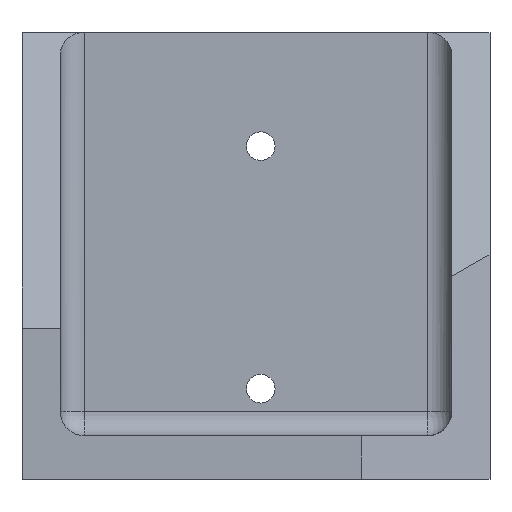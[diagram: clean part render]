
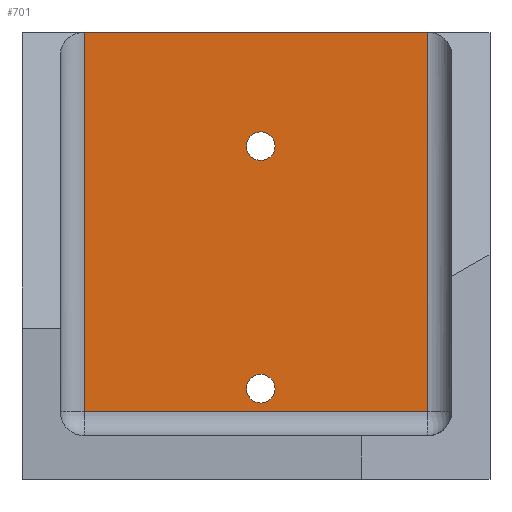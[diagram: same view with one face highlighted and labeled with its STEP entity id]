
A CAD part, left-side view. The second image highlights one B-rep face of the part: STEP entity #701.
In plain terms, the highlighted planar face has unit normal (-1, 0, 0).
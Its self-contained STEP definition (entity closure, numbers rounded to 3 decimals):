
#33=FACE_BOUND('',#120,.T.);
#34=FACE_BOUND('',#121,.T.);
#46=CIRCLE('',#764,1.5);
#47=CIRCLE('',#765,1.5);
#76=FACE_OUTER_BOUND('',#119,.T.);
#119=EDGE_LOOP('',(#561,#562,#563,#564));
#120=EDGE_LOOP('',(#565));
#121=EDGE_LOOP('',(#566));
#186=LINE('',#1091,#264);
#191=LINE('',#1105,#269);
#192=LINE('',#1109,#270);
#193=LINE('',#1110,#271);
#264=VECTOR('',#884,10.);
#269=VECTOR('',#899,10.);
#270=VECTOR('',#904,10.);
#271=VECTOR('',#905,10.);
#333=VERTEX_POINT('',#1088);
#334=VERTEX_POINT('',#1090);
#338=VERTEX_POINT('',#1104);
#339=VERTEX_POINT('',#1108);
#340=VERTEX_POINT('',#1111);
#341=VERTEX_POINT('',#1113);
#410=EDGE_CURVE('',#333,#334,#186,.T.);
#417=EDGE_CURVE('',#334,#338,#191,.T.);
#419=EDGE_CURVE('',#339,#333,#192,.T.);
#420=EDGE_CURVE('',#338,#339,#193,.T.);
#421=EDGE_CURVE('',#340,#340,#46,.T.);
#422=EDGE_CURVE('',#341,#341,#47,.T.);
#561=ORIENTED_EDGE('',*,*,#410,.F.);
#562=ORIENTED_EDGE('',*,*,#419,.F.);
#563=ORIENTED_EDGE('',*,*,#420,.F.);
#564=ORIENTED_EDGE('',*,*,#417,.F.);
#565=ORIENTED_EDGE('',*,*,#421,.T.);
#566=ORIENTED_EDGE('',*,*,#422,.T.);
#669=PLANE('',#763);
#701=ADVANCED_FACE('',(#76,#33,#34),#669,.T.);
#763=AXIS2_PLACEMENT_3D('',#1107,#902,#903);
#764=AXIS2_PLACEMENT_3D('',#1112,#906,#907);
#765=AXIS2_PLACEMENT_3D('',#1114,#908,#909);
#884=DIRECTION('',(0.,0.,-1.));
#899=DIRECTION('',(0.,1.,0.));
#902=DIRECTION('center_axis',(-1.,0.,0.));
#903=DIRECTION('ref_axis',(0.,-1.,0.));
#904=DIRECTION('',(0.,-1.,0.));
#905=DIRECTION('',(0.,0.,1.));
#906=DIRECTION('center_axis',(1.,0.,0.));
#907=DIRECTION('ref_axis',(0.,-1.,0.));
#908=DIRECTION('center_axis',(1.,0.,0.));
#909=DIRECTION('ref_axis',(0.,-1.,0.));
#1088=CARTESIAN_POINT('',(147.976,178.353,50.));
#1090=CARTESIAN_POINT('',(147.976,178.353,10.3));
#1091=CARTESIAN_POINT('',(147.976,178.353,27.75));
#1104=CARTESIAN_POINT('',(147.976,214.353,10.3));
#1105=CARTESIAN_POINT('',(147.976,188.353,10.3));
#1107=CARTESIAN_POINT('Origin',(147.976,195.853,26.6));
#1108=CARTESIAN_POINT('',(147.976,214.353,50.));
#1109=CARTESIAN_POINT('',(147.976,176.853,50.));
#1110=CARTESIAN_POINT('',(147.976,214.353,27.75));
#1111=CARTESIAN_POINT('',(147.976,197.353,38.1));
#1112=CARTESIAN_POINT('Origin',(147.976,195.853,38.1));
#1113=CARTESIAN_POINT('',(147.976,197.353,12.7));
#1114=CARTESIAN_POINT('Origin',(147.976,195.853,12.7));
